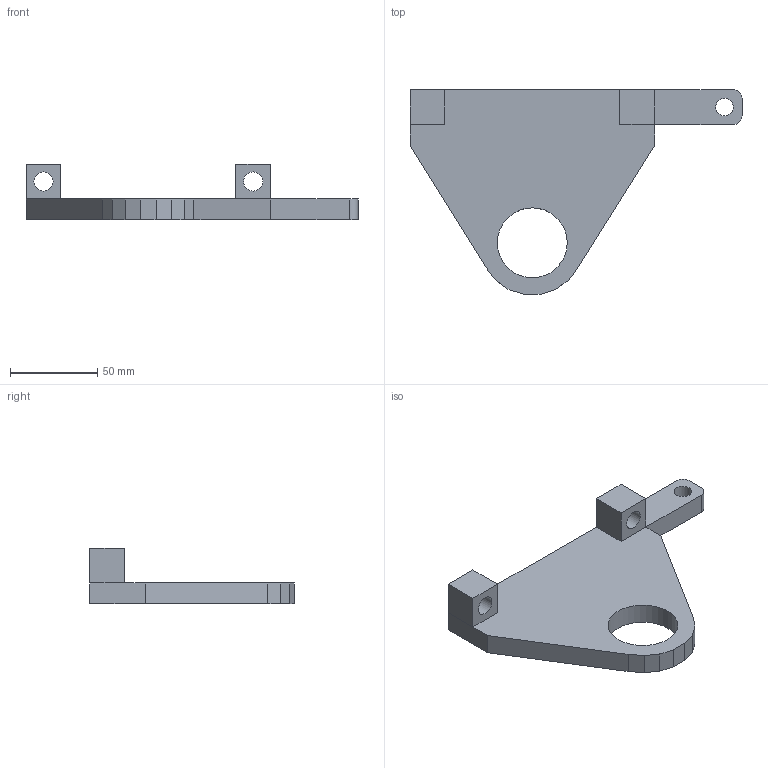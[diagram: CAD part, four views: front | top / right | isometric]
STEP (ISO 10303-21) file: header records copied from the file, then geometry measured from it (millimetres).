
FILE_DESCRIPTION(('FreeCAD Model'),'2;1');
FILE_NAME('SUPPORT RADIAL.step', '2019-12-30T15:33:35',('Author'),(''), 'Open CASCADE STEP processor 7.3','FreeCAD','Unknown');
FILE_SCHEMA(('AUTOMOTIVE_DESIGN { 1 0 10303 214 1 1 1 1 }'));
Length unit declared in the file: millimetre
Products named in the file (1): Pocket001
Bounding box: 190 x 117.21 x 32 mm (x, y, z)
Volume: 149457.9 mm3; surface area: 35307 mm2
Topology: 1 solids, 1 shells, 35 faces, 88 edges, 55 vertices
Faces by surface type: plane 29, cylinder 6
Full cylindrical faces by diameter (mm): 10 x1, 11 x2, 40 x1
Entity records: 2216 total; most frequent: CARTESIAN_POINT 373, DIRECTION 345, LINE 240, VECTOR 240, ORIENTED_EDGE 176, PCURVE 176, DEFINITIONAL_REPRESENTATION 176, EDGE_CURVE 88
